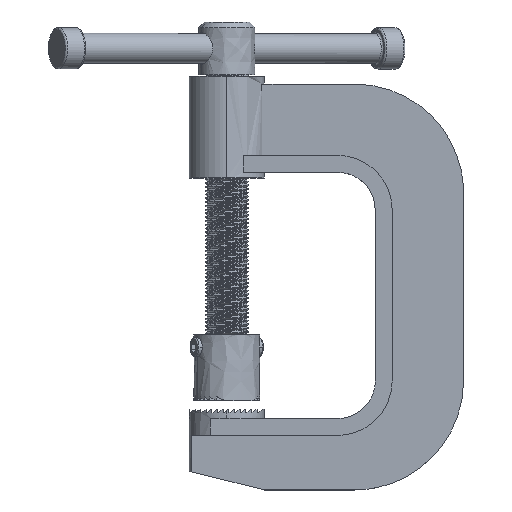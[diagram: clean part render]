
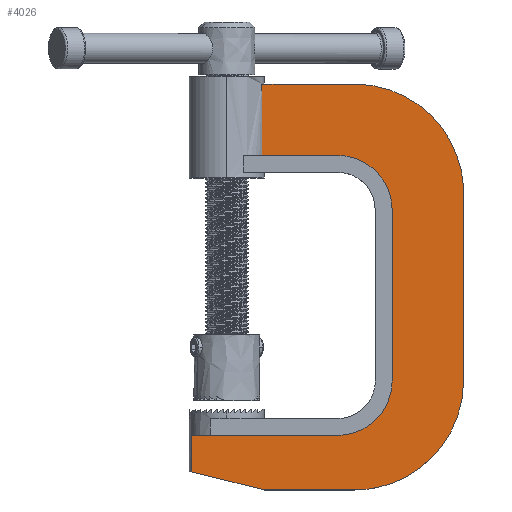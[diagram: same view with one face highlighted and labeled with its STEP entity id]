
A CAD part, top view. The second image highlights one B-rep face of the part: STEP entity #4026.
In plain terms, the highlighted free-form (B-spline) face has degree [1, 1] with [2, 2] control points.
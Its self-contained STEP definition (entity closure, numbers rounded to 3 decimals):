
#292 = VERTEX_POINT('',#293);
#293 = CARTESIAN_POINT('',(-80.773,119.043,
    9.533));
#301 = EDGE_CURVE('',#292,#302,#304,.T.);
#302 = VERTEX_POINT('',#303);
#303 = CARTESIAN_POINT('',(-80.773,170.794,9.533
    ));
#304 = B_SPLINE_CURVE_WITH_KNOTS('',1,(#305,#306),.UNSPECIFIED.,.F.,.F.,
  (2,2),(-42.,-4.),.PIECEWISE_BEZIER_KNOTS.);
#305 = CARTESIAN_POINT('',(-80.773,119.043,
    9.533));
#306 = CARTESIAN_POINT('',(-80.773,170.794,9.533
    ));
#3773 = EDGE_CURVE('',#3774,#3776,#3778,.T.);
#3774 = VERTEX_POINT('',#3775);
#3775 = CARTESIAN_POINT('',(-79.05,-123.369,9.533
    ));
#3776 = VERTEX_POINT('',#3777);
#3777 = CARTESIAN_POINT('',(-131.802,-110.181,
    9.533));
#3778 = B_SPLINE_CURVE_WITH_KNOTS('',1,(#3779,#3780),.UNSPECIFIED.,.F.,
  .F.,(2,2),(-59.664,-19.737),.PIECEWISE_BEZIER_KNOTS.);
#3779 = CARTESIAN_POINT('',(-79.05,-123.369,9.533
    ));
#3780 = CARTESIAN_POINT('',(-131.802,-110.181,
    9.533));
#4026 = ADVANCED_FACE('',(#4027),#4108,.T.);
#4027 = FACE_BOUND('',#4028,.T.);
#4028 = EDGE_LOOP('',(#4029,#4036,#4037,#4044,#4052,#4059,#4067,#4072,
    #4073,#4080,#4088,#4095,#4103));
#4029 = ORIENTED_EDGE('',*,*,#4030,.F.);
#4030 = EDGE_CURVE('',#3776,#4031,#4033,.T.);
#4031 = VERTEX_POINT('',#4032);
#4032 = CARTESIAN_POINT('',(-131.802,-83.875,
    9.533));
#4033 = B_SPLINE_CURVE_WITH_KNOTS('',1,(#4034,#4035),.UNSPECIFIED.,.F.,
  .F.,(2,2),(9.684,29.),.PIECEWISE_BEZIER_KNOTS.);
#4034 = CARTESIAN_POINT('',(-131.802,-110.181,
    9.533));
#4035 = CARTESIAN_POINT('',(-131.802,-83.875,
    9.533));
#4036 = ORIENTED_EDGE('',*,*,#3773,.F.);
#4037 = ORIENTED_EDGE('',*,*,#4038,.F.);
#4038 = EDGE_CURVE('',#4039,#3774,#4041,.T.);
#4039 = VERTEX_POINT('',#4040);
#4040 = CARTESIAN_POINT('',(-13.681,-123.369,
    9.533));
#4041 = B_SPLINE_CURVE_WITH_KNOTS('',1,(#4042,#4043),.UNSPECIFIED.,.F.,
  .F.,(2,2),(-68.,-20.),.PIECEWISE_BEZIER_KNOTS.);
#4042 = CARTESIAN_POINT('',(-13.681,-123.369,
    9.533));
#4043 = CARTESIAN_POINT('',(-79.05,-123.369,9.533
    ));
#4044 = ORIENTED_EDGE('',*,*,#4045,.F.);
#4045 = EDGE_CURVE('',#4046,#4039,#4048,.T.);
#4046 = VERTEX_POINT('',#4047);
#4047 = CARTESIAN_POINT('',(65.307,-44.38,
    9.533));
#4048 = ( BOUNDED_CURVE() B_SPLINE_CURVE(2,(#4049,#4050,#4051),
.UNSPECIFIED.,.F.,.F.) B_SPLINE_CURVE_WITH_KNOTS((3,3),(0.,
1.571),.PIECEWISE_BEZIER_KNOTS.) CURVE() 
GEOMETRIC_REPRESENTATION_ITEM() RATIONAL_B_SPLINE_CURVE((1.,
0.707,1.)) REPRESENTATION_ITEM('') );
#4049 = CARTESIAN_POINT('',(65.307,-44.38,
    9.533));
#4050 = CARTESIAN_POINT('',(65.307,-123.369,
    9.533));
#4051 = CARTESIAN_POINT('',(-13.681,-123.369,
    9.533));
#4052 = ORIENTED_EDGE('',*,*,#4053,.F.);
#4053 = EDGE_CURVE('',#4054,#4046,#4056,.T.);
#4054 = VERTEX_POINT('',#4055);
#4055 = CARTESIAN_POINT('',(65.307,91.806,
    9.533));
#4056 = B_SPLINE_CURVE_WITH_KNOTS('',1,(#4057,#4058),.UNSPECIFIED.,.F.,
  .F.,(2,2),(8.,108.),.PIECEWISE_BEZIER_KNOTS.);
#4057 = CARTESIAN_POINT('',(65.307,91.806,
    9.533));
#4058 = CARTESIAN_POINT('',(65.307,-44.38,
    9.533));
#4059 = ORIENTED_EDGE('',*,*,#4060,.F.);
#4060 = EDGE_CURVE('',#4061,#4054,#4063,.T.);
#4061 = VERTEX_POINT('',#4062);
#4062 = CARTESIAN_POINT('',(-13.681,170.794,
    9.533));
#4063 = ( BOUNDED_CURVE() B_SPLINE_CURVE(2,(#4064,#4065,#4066),
.UNSPECIFIED.,.F.,.F.) B_SPLINE_CURVE_WITH_KNOTS((3,3),(4.712,
6.283),.PIECEWISE_BEZIER_KNOTS.) CURVE() 
GEOMETRIC_REPRESENTATION_ITEM() RATIONAL_B_SPLINE_CURVE((1.,
0.707,1.)) REPRESENTATION_ITEM('') );
#4064 = CARTESIAN_POINT('',(-13.681,170.794,
    9.533));
#4065 = CARTESIAN_POINT('',(65.307,170.794,
    9.533));
#4066 = CARTESIAN_POINT('',(65.307,91.806,
    9.533));
#4067 = ORIENTED_EDGE('',*,*,#4068,.F.);
#4068 = EDGE_CURVE('',#302,#4061,#4069,.T.);
#4069 = B_SPLINE_CURVE_WITH_KNOTS('',1,(#4070,#4071),.UNSPECIFIED.,.F.,
  .F.,(2,2),(18.735,68.),.PIECEWISE_BEZIER_KNOTS.);
#4070 = CARTESIAN_POINT('',(-80.773,170.794,
    9.533));
#4071 = CARTESIAN_POINT('',(-13.681,170.794,
    9.533));
#4072 = ORIENTED_EDGE('',*,*,#301,.F.);
#4073 = ORIENTED_EDGE('',*,*,#4074,.F.);
#4074 = EDGE_CURVE('',#4075,#292,#4077,.T.);
#4075 = VERTEX_POINT('',#4076);
#4076 = CARTESIAN_POINT('',(-25.938,119.043,
    9.533));
#4077 = B_SPLINE_CURVE_WITH_KNOTS('',1,(#4078,#4079),.UNSPECIFIED.,.F.,
  .F.,(2,2),(-59.,-18.735),.PIECEWISE_BEZIER_KNOTS.);
#4078 = CARTESIAN_POINT('',(-25.938,119.043,
    9.533));
#4079 = CARTESIAN_POINT('',(-80.773,119.043,
    9.533));
#4080 = ORIENTED_EDGE('',*,*,#4081,.F.);
#4081 = EDGE_CURVE('',#4082,#4075,#4084,.T.);
#4082 = VERTEX_POINT('',#4083);
#4083 = CARTESIAN_POINT('',(13.556,79.549,
    9.533));
#4084 = ( BOUNDED_CURVE() B_SPLINE_CURVE(2,(#4085,#4086,#4087),
.UNSPECIFIED.,.F.,.F.) B_SPLINE_CURVE_WITH_KNOTS((3,3),(0.,
1.571),.PIECEWISE_BEZIER_KNOTS.) CURVE() 
GEOMETRIC_REPRESENTATION_ITEM() RATIONAL_B_SPLINE_CURVE((1.,
0.707,1.)) REPRESENTATION_ITEM('') );
#4085 = CARTESIAN_POINT('',(13.556,79.549,
    9.533));
#4086 = CARTESIAN_POINT('',(13.556,119.043,
    9.533));
#4087 = CARTESIAN_POINT('',(-25.938,119.043,
    9.533));
#4088 = ORIENTED_EDGE('',*,*,#4089,.F.);
#4089 = EDGE_CURVE('',#4090,#4082,#4092,.T.);
#4090 = VERTEX_POINT('',#4091);
#4091 = CARTESIAN_POINT('',(13.556,-44.38,
    9.533));
#4092 = B_SPLINE_CURVE_WITH_KNOTS('',1,(#4093,#4094),.UNSPECIFIED.,.F.,
  .F.,(2,2),(-108.,-17.),.PIECEWISE_BEZIER_KNOTS.);
#4093 = CARTESIAN_POINT('',(13.556,-44.38,
    9.533));
#4094 = CARTESIAN_POINT('',(13.556,79.549,
    9.533));
#4095 = ORIENTED_EDGE('',*,*,#4096,.F.);
#4096 = EDGE_CURVE('',#4097,#4090,#4099,.T.);
#4097 = VERTEX_POINT('',#4098);
#4098 = CARTESIAN_POINT('',(-25.938,-83.875,
    9.533));
#4099 = ( BOUNDED_CURVE() B_SPLINE_CURVE(2,(#4100,#4101,#4102),
.UNSPECIFIED.,.F.,.F.) B_SPLINE_CURVE_WITH_KNOTS((3,3),(4.712,
6.283),.PIECEWISE_BEZIER_KNOTS.) CURVE() 
GEOMETRIC_REPRESENTATION_ITEM() RATIONAL_B_SPLINE_CURVE((1.,
0.707,1.)) REPRESENTATION_ITEM('') );
#4100 = CARTESIAN_POINT('',(-25.938,-83.875,
    9.533));
#4101 = CARTESIAN_POINT('',(13.556,-83.875,
    9.533));
#4102 = CARTESIAN_POINT('',(13.556,-44.38,
    9.533));
#4103 = ORIENTED_EDGE('',*,*,#4104,.F.);
#4104 = EDGE_CURVE('',#4031,#4097,#4105,.T.);
#4105 = B_SPLINE_CURVE_WITH_KNOTS('',1,(#4106,#4107),.UNSPECIFIED.,.F.,
  .F.,(2,2),(-18.735,59.),.PIECEWISE_BEZIER_KNOTS.);
#4106 = CARTESIAN_POINT('',(-131.802,-83.875,
    9.533));
#4107 = CARTESIAN_POINT('',(-25.938,-83.875,
    9.533));
#4108 = B_SPLINE_SURFACE_WITH_KNOTS('',1,1,(
    (#4109,#4110)
    ,(#4111,#4112
    )),.UNSPECIFIED.,.F.,.F.,.F.,(2,2),(2,2),(-18.735,126.),(
    -166.,50.),.PIECEWISE_BEZIER_KNOTS.);
#4109 = CARTESIAN_POINT('',(-131.802,-123.369,
    9.533));
#4110 = CARTESIAN_POINT('',(-131.802,170.794,
    9.533));
#4111 = CARTESIAN_POINT('',(65.307,-123.369,
    9.533));
#4112 = CARTESIAN_POINT('',(65.307,170.794,
    9.533));
